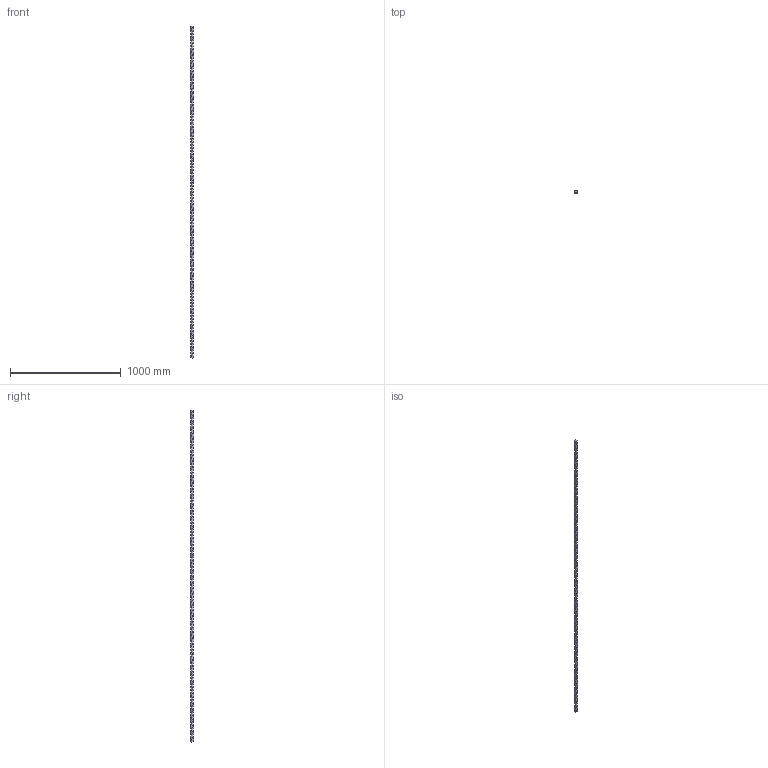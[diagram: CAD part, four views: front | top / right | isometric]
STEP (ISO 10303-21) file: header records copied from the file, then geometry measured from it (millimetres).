
FILE_DESCRIPTION (( 'STEP AP203' ), '1' );
FILE_NAME ('6022.step', '2022-04-28T12:53:36', ( '' ), ( '' ), 'SwSTEP 2.0', 'SolidWorks 2018', '' );
FILE_SCHEMA (( 'CONFIG_CONTROL_DESIGN' ));
Length unit declared in the file: millimetre
Products named in the file (1): 6022
Bounding box: 28.28 x 28.28 x 3000 mm (x, y, z)
Volume: 1200206.7 mm3; surface area: 244700 mm2
Topology: 1 solids, 1 shells, 269 faces, 691 edges, 442 vertices
Faces by surface type: bspline 158, plane 111
Entity records: 18618 total; most frequent: CARTESIAN_POINT 13013, ORIENTED_EDGE 1382, EDGE_CURVE 691, DIRECTION 659, VERTEX_POINT 442, VECTOR 435, LINE 435, EDGE_LOOP 287
